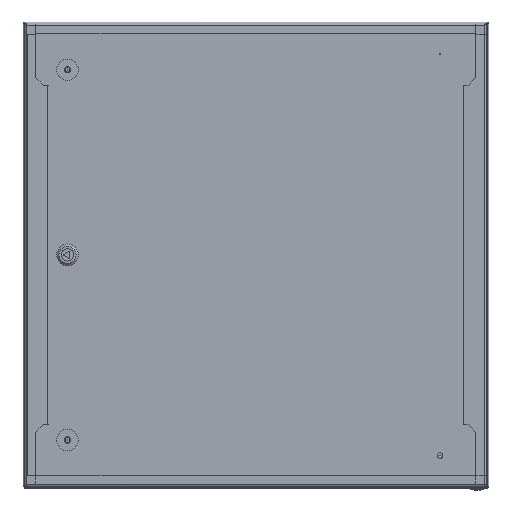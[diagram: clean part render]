
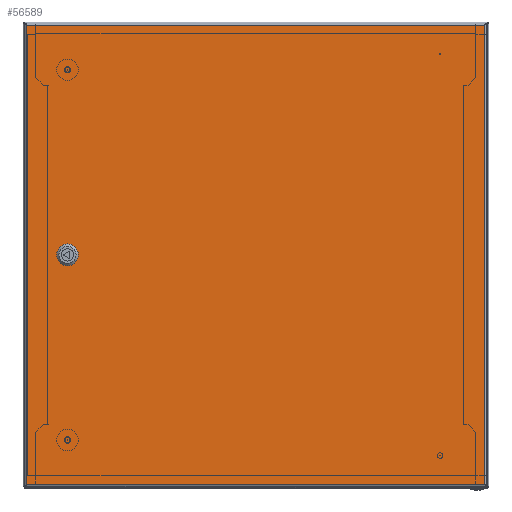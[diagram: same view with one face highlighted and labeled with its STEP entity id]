
A CAD part, top view. The second image highlights one B-rep face of the part: STEP entity #56589.
In plain terms, the highlighted face is planar.
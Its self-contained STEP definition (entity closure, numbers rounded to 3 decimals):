
#173 = DIRECTION ( 'NONE',  ( 0., 0., 1. ) ) ;
#497 = AXIS2_PLACEMENT_3D ( 'NONE', #5628, #36256, #40910 ) ;
#793 = EDGE_CURVE ( 'NONE', #30411, #45091, #22078, .T. ) ;
#1114 = EDGE_LOOP ( 'NONE', ( #35429 ) ) ;
#1619 = EDGE_CURVE ( 'NONE', #23550, #23550, #7922, .T. ) ;
#2076 = CARTESIAN_POINT ( 'NONE',  ( 252.75, 4.637, -1. ) ) ;
#2082 = AXIS2_PLACEMENT_3D ( 'NONE', #26284, #56538, #35590 ) ;
#2093 = ORIENTED_EDGE ( 'NONE', *, *, #49988, .T. ) ;
#2251 = VECTOR ( 'NONE', #44340, 1000. ) ;
#3091 = CARTESIAN_POINT ( 'NONE',  ( 242., -238.5, -1. ) ) ;
#3896 = DIRECTION ( 'NONE',  ( 0., 0., 1. ) ) ;
#3924 = EDGE_CURVE ( 'NONE', #6606, #6606, #37007, .T. ) ;
#4250 = AXIS2_PLACEMENT_3D ( 'NONE', #12783, #34672, #8425 ) ;
#4464 = EDGE_LOOP ( 'NONE', ( #38314 ) ) ;
#4822 = DIRECTION ( 'NONE',  ( 1., 0., 0. ) ) ;
#5628 = CARTESIAN_POINT ( 'NONE',  ( -237.5, 258.5, -1. ) ) ;
#5646 = DIRECTION ( 'NONE',  ( 0., 0., 1. ) ) ;
#6518 = CARTESIAN_POINT ( 'NONE',  ( 247.137, 10.25, -1. ) ) ;
#6606 = VERTEX_POINT ( 'NONE', #23267 ) ;
#7321 = EDGE_CURVE ( 'NONE', #38374, #38374, #27243, .T. ) ;
#7378 = DIRECTION ( 'NONE',  ( -1., 0., 0. ) ) ;
#7922 = CIRCLE ( 'NONE', #497, 0.5 ) ;
#8202 = EDGE_CURVE ( 'NONE', #38945, #38945, #22898, .T. ) ;
#8425 = DIRECTION ( 'NONE',  ( 1., 0., 0. ) ) ;
#8713 = PLANE ( 'NONE',  #4250 ) ;
#8819 = CARTESIAN_POINT ( 'NONE',  ( 237.863, -10.25, -1. ) ) ;
#9067 = CARTESIAN_POINT ( 'NONE',  ( 247.137, -10.25, -1. ) ) ;
#9637 = CARTESIAN_POINT ( 'NONE',  ( 242.5, 0., -1. ) ) ;
#9774 = VECTOR ( 'NONE', #7378, 1000. ) ;
#9916 = DIRECTION ( 'NONE',  ( 1., 0., 0. ) ) ;
#10985 = EDGE_LOOP ( 'NONE', ( #13162 ) ) ;
#11429 = ORIENTED_EDGE ( 'NONE', *, *, #28414, .T. ) ;
#11734 = VERTEX_POINT ( 'NONE', #21211 ) ;
#11916 = FACE_BOUND ( 'NONE', #10985, .T. ) ;
#12220 = FACE_BOUND ( 'NONE', #1114, .T. ) ;
#12783 = CARTESIAN_POINT ( 'NONE',  ( 0., 0., -1. ) ) ;
#12933 = CARTESIAN_POINT ( 'NONE',  ( -294.8, 1791., -1. ) ) ;
#12953 = LINE ( 'NONE', #30747, #44666 ) ;
#13162 = ORIENTED_EDGE ( 'NONE', *, *, #3924, .T. ) ;
#13378 = VECTOR ( 'NONE', #21078, 1000. ) ;
#13765 = VERTEX_POINT ( 'NONE', #42643 ) ;
#13897 = ORIENTED_EDGE ( 'NONE', *, *, #52656, .T. ) ;
#14451 = AXIS2_PLACEMENT_3D ( 'NONE', #27859, #173, #4822 ) ;
#14936 = VERTEX_POINT ( 'NONE', #8819 ) ;
#15135 = DIRECTION ( 'NONE',  ( 1., 0., 0. ) ) ;
#15358 = CIRCLE ( 'NONE', #14451, 11.25 ) ;
#15785 = ORIENTED_EDGE ( 'NONE', *, *, #23313, .T. ) ;
#16217 = CARTESIAN_POINT ( 'NONE',  ( 252.75, 4.637, -1. ) ) ;
#16638 = DIRECTION ( 'NONE',  ( 0., 0., 1. ) ) ;
#19449 = EDGE_LOOP ( 'NONE', ( #27675 ) ) ;
#20347 = AXIS2_PLACEMENT_3D ( 'NONE', #41500, #5646, #37120 ) ;
#21078 = DIRECTION ( 'NONE',  ( -1., 0., 0. ) ) ;
#21103 = LINE ( 'NONE', #29843, #9774 ) ;
#21211 = CARTESIAN_POINT ( 'NONE',  ( 252.75, -4.637, -1. ) ) ;
#21716 = ORIENTED_EDGE ( 'NONE', *, *, #49669, .F. ) ;
#21961 = CARTESIAN_POINT ( 'NONE',  ( 247.137, -10.25, -1. ) ) ;
#22078 = LINE ( 'NONE', #52075, #27362 ) ;
#22228 = LINE ( 'NONE', #39992, #13378 ) ;
#22898 = CIRCLE ( 'NONE', #52597, 0.5 ) ;
#23267 = CARTESIAN_POINT ( 'NONE',  ( 243., 238.5, -1. ) ) ;
#23313 = EDGE_CURVE ( 'NONE', #31513, #46149, #21103, .T. ) ;
#23550 = VERTEX_POINT ( 'NONE', #37220 ) ;
#23602 = DIRECTION ( 'NONE',  ( 0., 0., 1. ) ) ;
#24357 = VERTEX_POINT ( 'NONE', #21961 ) ;
#24759 = CARTESIAN_POINT ( 'NONE',  ( 242.5, 238.5, -1. ) ) ;
#25267 = EDGE_LOOP ( 'NONE', ( #21716, #53463, #11429, #55224 ) ) ;
#25362 = FACE_BOUND ( 'NONE', #43717, .T. ) ;
#25553 = LINE ( 'NONE', #16217, #28217 ) ;
#25921 = CIRCLE ( 'NONE', #20347, 11.25 ) ;
#26097 = DIRECTION ( 'NONE',  ( 0., -1., 0. ) ) ;
#26242 = CARTESIAN_POINT ( 'NONE',  ( -294.8, -295.8, -1. ) ) ;
#26284 = CARTESIAN_POINT ( 'NONE',  ( 242.5, -238.5, -1. ) ) ;
#27243 = CIRCLE ( 'NONE', #2082, 0.5 ) ;
#27362 = VECTOR ( 'NONE', #57313, 1000. ) ;
#27675 = ORIENTED_EDGE ( 'NONE', *, *, #8202, .T. ) ;
#27718 = CARTESIAN_POINT ( 'NONE',  ( 294.8, -295.8, -1. ) ) ;
#27859 = CARTESIAN_POINT ( 'NONE',  ( 242.5, 0., -1. ) ) ;
#28217 = VECTOR ( 'NONE', #33995, 1000. ) ;
#28414 = EDGE_CURVE ( 'NONE', #30411, #53229, #37255, .T. ) ;
#28938 = CARTESIAN_POINT ( 'NONE',  ( 237.863, 10.25, -1. ) ) ;
#29349 = CARTESIAN_POINT ( 'NONE',  ( -237., -258.5, -1. ) ) ;
#29843 = CARTESIAN_POINT ( 'NONE',  ( 247.137, 10.25, -1. ) ) ;
#30300 = FACE_OUTER_BOUND ( 'NONE', #25267, .T. ) ;
#30318 = EDGE_CURVE ( 'NONE', #46149, #13765, #25921, .T. ) ;
#30411 = VERTEX_POINT ( 'NONE', #51627 ) ;
#30661 = LINE ( 'NONE', #9067, #2251 ) ;
#30747 = CARTESIAN_POINT ( 'NONE',  ( 232.25, 4.637, -1. ) ) ;
#31513 = VERTEX_POINT ( 'NONE', #6518 ) ;
#31882 = DIRECTION ( 'NONE',  ( 0., -1., 0. ) ) ;
#32029 = CARTESIAN_POINT ( 'NONE',  ( 294.8, 1791., -1. ) ) ;
#32142 = CIRCLE ( 'NONE', #54439, 11.25 ) ;
#32720 = CARTESIAN_POINT ( 'NONE',  ( -294.8, 295.8, -1. ) ) ;
#33172 = DIRECTION ( 'NONE',  ( 0., -1., 0. ) ) ;
#33993 = EDGE_CURVE ( 'NONE', #38367, #31513, #43922, .T. ) ;
#33995 = DIRECTION ( 'NONE',  ( 0., 1., 0. ) ) ;
#34424 = ORIENTED_EDGE ( 'NONE', *, *, #33993, .T. ) ;
#34672 = DIRECTION ( 'NONE',  ( 0., 0., 1. ) ) ;
#34749 = EDGE_CURVE ( 'NONE', #11734, #38367, #25553, .T. ) ;
#35117 = ORIENTED_EDGE ( 'NONE', *, *, #30318, .T. ) ;
#35429 = ORIENTED_EDGE ( 'NONE', *, *, #7321, .T. ) ;
#35590 = DIRECTION ( 'NONE',  ( -1., 0., 0. ) ) ;
#35671 = VERTEX_POINT ( 'NONE', #26242 ) ;
#36256 = DIRECTION ( 'NONE',  ( 0., 0., 1. ) ) ;
#36708 = ORIENTED_EDGE ( 'NONE', *, *, #56457, .T. ) ;
#36766 = CARTESIAN_POINT ( 'NONE',  ( 232.25, -4.637, -1. ) ) ;
#37007 = CIRCLE ( 'NONE', #37927, 0.5 ) ;
#37120 = DIRECTION ( 'NONE',  ( 1., 0., 0. ) ) ;
#37220 = CARTESIAN_POINT ( 'NONE',  ( -238., 258.5, -1. ) ) ;
#37255 = LINE ( 'NONE', #32029, #56618 ) ;
#37927 = AXIS2_PLACEMENT_3D ( 'NONE', #24759, #23602, #15135 ) ;
#38127 = EDGE_CURVE ( 'NONE', #53229, #35671, #22228, .T. ) ;
#38176 = VERTEX_POINT ( 'NONE', #36766 ) ;
#38314 = ORIENTED_EDGE ( 'NONE', *, *, #1619, .T. ) ;
#38354 = AXIS2_PLACEMENT_3D ( 'NONE', #47227, #16638, #52163 ) ;
#38367 = VERTEX_POINT ( 'NONE', #2076 ) ;
#38374 = VERTEX_POINT ( 'NONE', #3091 ) ;
#38945 = VERTEX_POINT ( 'NONE', #29349 ) ;
#39992 = CARTESIAN_POINT ( 'NONE',  ( 1492.5, -295.8, -1. ) ) ;
#40226 = ORIENTED_EDGE ( 'NONE', *, *, #41567, .T. ) ;
#40744 = ORIENTED_EDGE ( 'NONE', *, *, #34749, .T. ) ;
#40910 = DIRECTION ( 'NONE',  ( -1., 0., 0. ) ) ;
#41125 = DIRECTION ( 'NONE',  ( 0., 0., 1. ) ) ;
#41500 = CARTESIAN_POINT ( 'NONE',  ( 242.5, 0., -1. ) ) ;
#41567 = EDGE_CURVE ( 'NONE', #13765, #38176, #12953, .T. ) ;
#42643 = CARTESIAN_POINT ( 'NONE',  ( 232.25, 4.637, -1. ) ) ;
#43717 = EDGE_LOOP ( 'NONE', ( #35117, #40226, #13897, #2093, #36708, #40744, #34424, #15785 ) ) ;
#43821 = CARTESIAN_POINT ( 'NONE',  ( -237.5, -258.5, -1. ) ) ;
#43922 = CIRCLE ( 'NONE', #38354, 11.25 ) ;
#44340 = DIRECTION ( 'NONE',  ( 1., 0., 0. ) ) ;
#44666 = VECTOR ( 'NONE', #26097, 1000. ) ;
#45091 = VERTEX_POINT ( 'NONE', #32720 ) ;
#46149 = VERTEX_POINT ( 'NONE', #28938 ) ;
#47227 = CARTESIAN_POINT ( 'NONE',  ( 242.5, 0., -1. ) ) ;
#48354 = FACE_BOUND ( 'NONE', #19449, .T. ) ;
#48761 = LINE ( 'NONE', #12933, #56218 ) ;
#49669 = EDGE_CURVE ( 'NONE', #45091, #35671, #48761, .T. ) ;
#49988 = EDGE_CURVE ( 'NONE', #14936, #24357, #30661, .T. ) ;
#51627 = CARTESIAN_POINT ( 'NONE',  ( 294.8, 295.8, -1. ) ) ;
#52075 = CARTESIAN_POINT ( 'NONE',  ( 1492.5, 295.8, -1. ) ) ;
#52163 = DIRECTION ( 'NONE',  ( 1., 0., 0. ) ) ;
#52597 = AXIS2_PLACEMENT_3D ( 'NONE', #43821, #3896, #52826 ) ;
#52656 = EDGE_CURVE ( 'NONE', #38176, #14936, #15358, .T. ) ;
#52826 = DIRECTION ( 'NONE',  ( 1., 0., 0. ) ) ;
#53229 = VERTEX_POINT ( 'NONE', #27718 ) ;
#53463 = ORIENTED_EDGE ( 'NONE', *, *, #793, .F. ) ;
#54439 = AXIS2_PLACEMENT_3D ( 'NONE', #9637, #41125, #9916 ) ;
#55224 = ORIENTED_EDGE ( 'NONE', *, *, #38127, .T. ) ;
#56196 = FACE_BOUND ( 'NONE', #4464, .T. ) ;
#56218 = VECTOR ( 'NONE', #31882, 1000. ) ;
#56457 = EDGE_CURVE ( 'NONE', #24357, #11734, #32142, .T. ) ;
#56538 = DIRECTION ( 'NONE',  ( 0., 0., 1. ) ) ;
#56589 = ADVANCED_FACE ( 'NONE', ( #12220, #11916, #56196, #48354, #30300, #25362 ), #8713, .F. ) ;
#56618 = VECTOR ( 'NONE', #33172, 1000. ) ;
#57313 = DIRECTION ( 'NONE',  ( -1., 0., 0. ) ) ;
